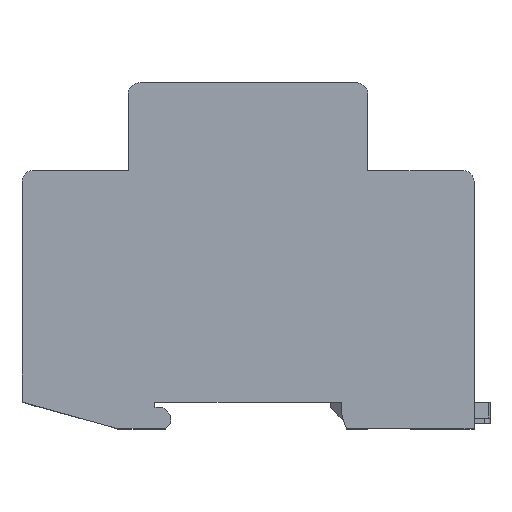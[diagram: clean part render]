
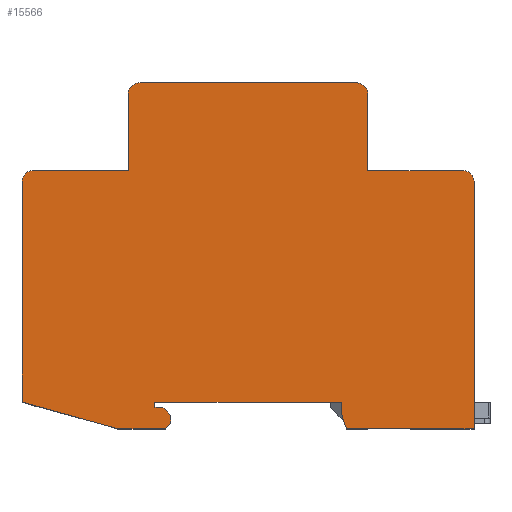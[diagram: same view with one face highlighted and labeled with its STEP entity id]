
A CAD part, top view. The second image highlights one B-rep face of the part: STEP entity #15566.
In plain terms, the highlighted planar face has unit normal (0, 0, 1).
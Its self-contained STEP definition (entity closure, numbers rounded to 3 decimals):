
#5871=CARTESIAN_POINT('',(-40.5,-2.,35.));
#5872=DIRECTION('',(0.,0.,-1.));
#5873=DIRECTION('',(-1.,0.,0.));
#5874=AXIS2_PLACEMENT_3D('',#5871,#5872,#5873);
#5879=CARTESIAN_POINT('',(-40.5,-2.,35.));
#5880=DIRECTION('',(0.,0.,-1.));
#5881=DIRECTION('',(-0.707,0.707,0.));
#5882=AXIS2_PLACEMENT_3D('',#5879,#5880,#5881);
#5887=DIRECTION('',(1.,0.,0.));
#5888=VECTOR('',#5887,18.);
#5889=CARTESIAN_POINT('',(-40.5,0.,35.));
#5890=LINE('',#5889,#5888);
#5894=DIRECTION('',(0.,1.,0.));
#5895=VECTOR('',#5894,14.5);
#5896=CARTESIAN_POINT('',(-22.5,0.,35.));
#5897=LINE('',#5896,#5895);
#5901=CARTESIAN_POINT('',(-20.5,14.5,35.));
#5902=DIRECTION('',(0.,0.,-1.));
#5903=DIRECTION('',(-1.,0.,0.));
#5904=AXIS2_PLACEMENT_3D('',#5901,#5902,#5903);
#5909=CARTESIAN_POINT('',(-20.5,14.5,35.));
#5910=DIRECTION('',(0.,0.,-1.));
#5911=DIRECTION('',(-0.707,0.707,0.));
#5912=AXIS2_PLACEMENT_3D('',#5909,#5910,#5911);
#5917=DIRECTION('',(1.,0.,0.));
#5918=VECTOR('',#5917,41.);
#5919=CARTESIAN_POINT('',(-20.5,16.5,35.));
#5920=LINE('',#5919,#5918);
#5924=CARTESIAN_POINT('',(20.5,14.5,35.));
#5925=DIRECTION('',(0.,0.,-1.));
#5926=DIRECTION('',(0.,1.,0.));
#5927=AXIS2_PLACEMENT_3D('',#5924,#5925,#5926);
#5932=CARTESIAN_POINT('',(20.5,14.5,35.));
#5933=DIRECTION('',(0.,0.,-1.));
#5934=DIRECTION('',(0.707,0.707,0.));
#5935=AXIS2_PLACEMENT_3D('',#5932,#5933,#5934);
#5940=DIRECTION('',(0.,-1.,0.));
#5941=VECTOR('',#5940,14.5);
#5942=CARTESIAN_POINT('',(22.5,14.5,35.));
#5943=LINE('',#5942,#5941);
#5947=DIRECTION('',(1.,0.,0.));
#5948=VECTOR('',#5947,18.);
#5949=CARTESIAN_POINT('',(22.5,0.,35.));
#5950=LINE('',#5949,#5948);
#5954=CARTESIAN_POINT('',(40.5,-2.,35.));
#5955=DIRECTION('',(0.,0.,-1.));
#5956=DIRECTION('',(0.,1.,0.));
#5957=AXIS2_PLACEMENT_3D('',#5954,#5955,#5956);
#5962=CARTESIAN_POINT('',(40.5,-2.,35.));
#5963=DIRECTION('',(0.,0.,-1.));
#5964=DIRECTION('',(0.707,0.707,0.));
#5965=AXIS2_PLACEMENT_3D('',#5962,#5963,#5964);
#5970=DIRECTION('',(0.,-1.,0.));
#5971=VECTOR('',#5970,46.5);
#5972=CARTESIAN_POINT('',(42.5,-2.,35.));
#5973=LINE('',#5972,#5971);
#5977=DIRECTION('',(-1.,0.,0.));
#5978=VECTOR('',#5977,24.);
#5979=CARTESIAN_POINT('',(42.5,-48.5,35.));
#5980=LINE('',#5979,#5978);
#5984=DIRECTION('',(-0.316,0.949,0.));
#5985=VECTOR('',#5984,3.162);
#5986=CARTESIAN_POINT('',(18.5,-48.5,35.));
#5987=LINE('',#5986,#5985);
#5991=DIRECTION('',(0.,1.,0.));
#5992=VECTOR('',#5991,2.);
#5993=CARTESIAN_POINT('',(17.5,-45.5,35.));
#5994=LINE('',#5993,#5992);
#5998=DIRECTION('',(-1.,0.,0.));
#5999=VECTOR('',#5998,35.);
#6000=CARTESIAN_POINT('',(17.5,-43.5,35.));
#6001=LINE('',#6000,#5999);
#6005=DIRECTION('',(0.,-1.,0.));
#6006=VECTOR('',#6005,1.);
#6007=CARTESIAN_POINT('',(-17.5,-43.5,35.));
#6008=LINE('',#6007,#6006);
#6012=DIRECTION('',(1.,0.,0.));
#6013=VECTOR('',#6012,1.5);
#6014=CARTESIAN_POINT('',(-17.5,-44.5,35.));
#6015=LINE('',#6014,#6013);
#6019=DIRECTION('',(0.707,-0.707,0.));
#6020=VECTOR('',#6019,2.121);
#6021=CARTESIAN_POINT('',(-16.,-44.5,35.));
#6022=LINE('',#6021,#6020);
#6026=DIRECTION('',(0.,-1.,0.));
#6027=VECTOR('',#6026,1.5);
#6028=CARTESIAN_POINT('',(-14.5,-46.,35.));
#6029=LINE('',#6028,#6027);
#6033=DIRECTION('',(-0.707,-0.707,0.));
#6034=VECTOR('',#6033,1.414);
#6035=CARTESIAN_POINT('',(-14.5,-47.5,35.));
#6036=LINE('',#6035,#6034);
#6040=DIRECTION('',(-1.,0.,0.));
#6041=VECTOR('',#6040,9.);
#6042=CARTESIAN_POINT('',(-15.5,-48.5,35.));
#6043=LINE('',#6042,#6041);
#6047=DIRECTION('',(-0.964,0.268,0.));
#6048=VECTOR('',#6047,18.682);
#6049=CARTESIAN_POINT('',(-24.5,-48.5,35.));
#6050=LINE('',#6049,#6048);
#6054=DIRECTION('',(0.,1.,0.));
#6055=VECTOR('',#6054,41.5);
#6056=CARTESIAN_POINT('',(-42.5,-43.5,35.));
#6057=LINE('',#6056,#6055);
#12306=CARTESIAN_POINT('',(42.5,-48.5,35.));
#12307=VERTEX_POINT('',#12306);
#12308=CARTESIAN_POINT('',(42.5,-2.,35.));
#12309=VERTEX_POINT('',#12308);
#12428=CARTESIAN_POINT('',(17.5,-45.5,35.));
#12429=VERTEX_POINT('',#12428);
#12430=CARTESIAN_POINT('',(18.5,-48.5,35.));
#12431=VERTEX_POINT('',#12430);
#12432=CARTESIAN_POINT('',(17.5,-43.5,35.));
#12433=VERTEX_POINT('',#12432);
#12448=CARTESIAN_POINT('',(-17.5,-43.5,35.));
#12449=VERTEX_POINT('',#12448);
#12686=CARTESIAN_POINT('',(-42.5,-43.5,35.));
#12687=VERTEX_POINT('',#12686);
#12688=CARTESIAN_POINT('',(-24.5,-48.5,35.));
#12689=VERTEX_POINT('',#12688);
#12698=CARTESIAN_POINT('',(-42.5,-2.,35.));
#12700=VERTEX_POINT('',#12698);
#12788=CARTESIAN_POINT('',(-41.914,-0.586,35.));
#12789=CARTESIAN_POINT('',(-40.5,0.,35.));
#12790=VERTEX_POINT('',#12788);
#12791=VERTEX_POINT('',#12789);
#12796=CARTESIAN_POINT('',(-22.5,0.,35.));
#12797=VERTEX_POINT('',#12796);
#12798=CARTESIAN_POINT('',(-22.5,14.5,35.));
#12799=VERTEX_POINT('',#12798);
#12800=CARTESIAN_POINT('',(-21.914,15.914,35.));
#12801=CARTESIAN_POINT('',(-20.5,16.5,35.));
#12802=VERTEX_POINT('',#12800);
#12803=VERTEX_POINT('',#12801);
#12804=CARTESIAN_POINT('',(20.5,16.5,35.));
#12805=VERTEX_POINT('',#12804);
#12806=CARTESIAN_POINT('',(21.914,15.914,35.));
#12807=CARTESIAN_POINT('',(22.5,14.5,35.));
#12808=VERTEX_POINT('',#12806);
#12809=VERTEX_POINT('',#12807);
#12810=CARTESIAN_POINT('',(22.5,0.,35.));
#12811=VERTEX_POINT('',#12810);
#12812=CARTESIAN_POINT('',(40.5,0.,35.));
#12813=VERTEX_POINT('',#12812);
#12814=CARTESIAN_POINT('',(41.914,-0.586,35.));
#12815=VERTEX_POINT('',#12814);
#12816=CARTESIAN_POINT('',(-17.5,-44.5,35.));
#12817=VERTEX_POINT('',#12816);
#12818=CARTESIAN_POINT('',(-16.,-44.5,35.));
#12819=VERTEX_POINT('',#12818);
#12820=CARTESIAN_POINT('',(-14.5,-46.,35.));
#12821=VERTEX_POINT('',#12820);
#12822=CARTESIAN_POINT('',(-14.5,-47.5,35.));
#12823=VERTEX_POINT('',#12822);
#12824=CARTESIAN_POINT('',(-15.5,-48.5,35.));
#12825=VERTEX_POINT('',#12824);
#15515=CARTESIAN_POINT('',(0.364,-18.334,35.));
#15516=DIRECTION('',(0.,0.,1.));
#15517=DIRECTION('',(1.,0.,0.));
#15518=AXIS2_PLACEMENT_3D('',#15515,#15516,#15517);
#15519=PLANE('',#15518);
#15520=ORIENTED_EDGE('',*,*,#15496,.T.);
#15521=ORIENTED_EDGE('',*,*,#15494,.T.);
#15523=ORIENTED_EDGE('',*,*,#15522,.T.);
#15525=ORIENTED_EDGE('',*,*,#15524,.T.);
#15527=ORIENTED_EDGE('',*,*,#15526,.T.);
#15529=ORIENTED_EDGE('',*,*,#15528,.T.);
#15531=ORIENTED_EDGE('',*,*,#15530,.T.);
#15533=ORIENTED_EDGE('',*,*,#15532,.T.);
#15535=ORIENTED_EDGE('',*,*,#15534,.T.);
#15537=ORIENTED_EDGE('',*,*,#15536,.T.);
#15539=ORIENTED_EDGE('',*,*,#15538,.T.);
#15541=ORIENTED_EDGE('',*,*,#15540,.T.);
#15543=ORIENTED_EDGE('',*,*,#15542,.T.);
#15544=ORIENTED_EDGE('',*,*,#13925,.T.);
#15546=ORIENTED_EDGE('',*,*,#15545,.T.);
#15547=ORIENTED_EDGE('',*,*,#14106,.T.);
#15548=ORIENTED_EDGE('',*,*,#14128,.T.);
#15549=ORIENTED_EDGE('',*,*,#14165,.T.);
#15551=ORIENTED_EDGE('',*,*,#15550,.T.);
#15553=ORIENTED_EDGE('',*,*,#15552,.T.);
#15555=ORIENTED_EDGE('',*,*,#15554,.T.);
#15557=ORIENTED_EDGE('',*,*,#15556,.T.);
#15559=ORIENTED_EDGE('',*,*,#15558,.T.);
#15561=ORIENTED_EDGE('',*,*,#15560,.T.);
#15562=ORIENTED_EDGE('',*,*,#15344,.T.);
#15563=ORIENTED_EDGE('',*,*,#15373,.T.);
#15564=EDGE_LOOP('',(#15520,#15521,#15523,#15525,#15527,#15529,#15531,#15533,
#15535,#15537,#15539,#15541,#15543,#15544,#15546,#15547,#15548,#15549,#15551,
#15553,#15555,#15557,#15559,#15561,#15562,#15563));
#15565=FACE_OUTER_BOUND('',#15564,.F.);
#5875=CIRCLE('',#5874,2.);
#5883=CIRCLE('',#5882,2.);
#5905=CIRCLE('',#5904,2.);
#5913=CIRCLE('',#5912,2.);
#5928=CIRCLE('',#5927,2.);
#5936=CIRCLE('',#5935,2.);
#5958=CIRCLE('',#5957,2.);
#5966=CIRCLE('',#5965,2.);
#13925=EDGE_CURVE('',#12309,#12307,#5973,.T.);
#14106=EDGE_CURVE('',#12431,#12429,#5987,.T.);
#14128=EDGE_CURVE('',#12429,#12433,#5994,.T.);
#14165=EDGE_CURVE('',#12433,#12449,#6001,.T.);
#15344=EDGE_CURVE('',#12689,#12687,#6050,.T.);
#15373=EDGE_CURVE('',#12687,#12700,#6057,.T.);
#15494=EDGE_CURVE('',#12790,#12791,#5883,.T.);
#15496=EDGE_CURVE('',#12700,#12790,#5875,.T.);
#15522=EDGE_CURVE('',#12791,#12797,#5890,.T.);
#15524=EDGE_CURVE('',#12797,#12799,#5897,.T.);
#15526=EDGE_CURVE('',#12799,#12802,#5905,.T.);
#15528=EDGE_CURVE('',#12802,#12803,#5913,.T.);
#15530=EDGE_CURVE('',#12803,#12805,#5920,.T.);
#15532=EDGE_CURVE('',#12805,#12808,#5928,.T.);
#15534=EDGE_CURVE('',#12808,#12809,#5936,.T.);
#15536=EDGE_CURVE('',#12809,#12811,#5943,.T.);
#15538=EDGE_CURVE('',#12811,#12813,#5950,.T.);
#15540=EDGE_CURVE('',#12813,#12815,#5958,.T.);
#15542=EDGE_CURVE('',#12815,#12309,#5966,.T.);
#15545=EDGE_CURVE('',#12307,#12431,#5980,.T.);
#15550=EDGE_CURVE('',#12449,#12817,#6008,.T.);
#15552=EDGE_CURVE('',#12817,#12819,#6015,.T.);
#15554=EDGE_CURVE('',#12819,#12821,#6022,.T.);
#15556=EDGE_CURVE('',#12821,#12823,#6029,.T.);
#15558=EDGE_CURVE('',#12823,#12825,#6036,.T.);
#15560=EDGE_CURVE('',#12825,#12689,#6043,.T.);
#15566=ADVANCED_FACE('',(#15565),#15519,.T.);
